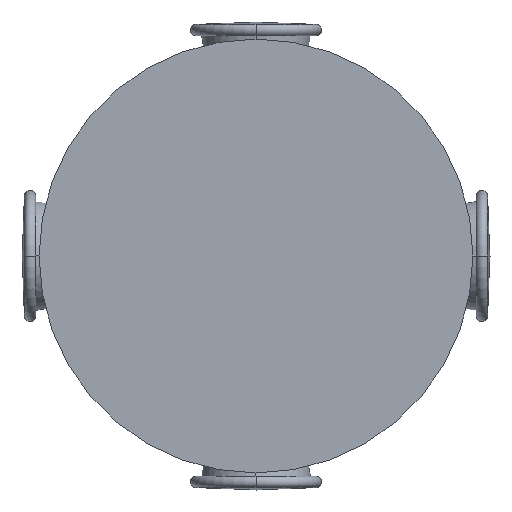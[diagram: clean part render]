
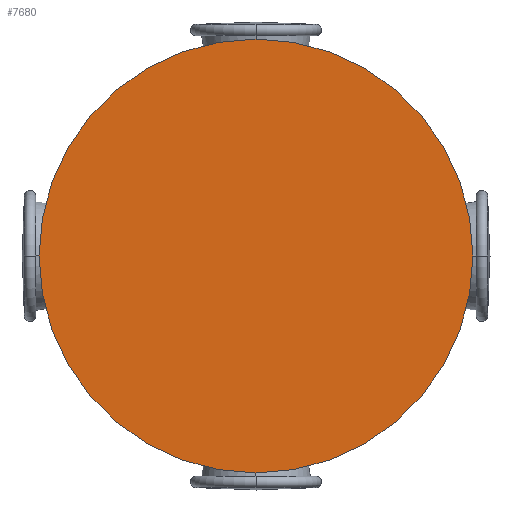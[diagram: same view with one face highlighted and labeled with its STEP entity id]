
A CAD part, front view. The second image highlights one B-rep face of the part: STEP entity #7680.
In plain terms, the highlighted planar face has unit normal (0, -1, 0).
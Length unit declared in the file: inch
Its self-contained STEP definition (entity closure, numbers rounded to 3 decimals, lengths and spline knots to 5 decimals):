
#2=CARTESIAN_POINT('',(0.,0.,0.));
#3=DIRECTION('',(0.,-1.,0.));
#4=DIRECTION('',(1.,0.,0.));
#5=AXIS2_PLACEMENT_3D('',#2,#3,#4);
#17=CARTESIAN_POINT('',(0.,0.,0.));
#18=DIRECTION('',(0.,1.,0.));
#19=DIRECTION('',(1.,0.,0.));
#20=AXIS2_PLACEMENT_3D('',#17,#18,#19);
#6799=CARTESIAN_POINT('',(1.13559,0.,0.));
#6801=VERTEX_POINT('',#6799);
#6813=CARTESIAN_POINT('',(-1.13559,0.,0.));
#6815=VERTEX_POINT('',#6813);
#7669=CARTESIAN_POINT('',(0.,0.,0.));
#7670=DIRECTION('',(0.,-1.,0.));
#7671=DIRECTION('',(-1.,0.,0.));
#7672=AXIS2_PLACEMENT_3D('',#7669,#7670,#7671);
#7673=PLANE('',#7672);
#7675=ORIENTED_EDGE('',*,*,#7674,.F.);
#7677=ORIENTED_EDGE('',*,*,#7676,.T.);
#7678=EDGE_LOOP('',(#7675,#7677));
#7679=FACE_OUTER_BOUND('',#7678,.F.);
#7680=ADVANCED_FACE('',(#7679),#7673,.T.);
#6=CIRCLE('',#5,1.13559);
#21=CIRCLE('',#20,1.13559);
#7674=EDGE_CURVE('',#6801,#6815,#6,.T.);
#7676=EDGE_CURVE('',#6801,#6815,#21,.T.);
